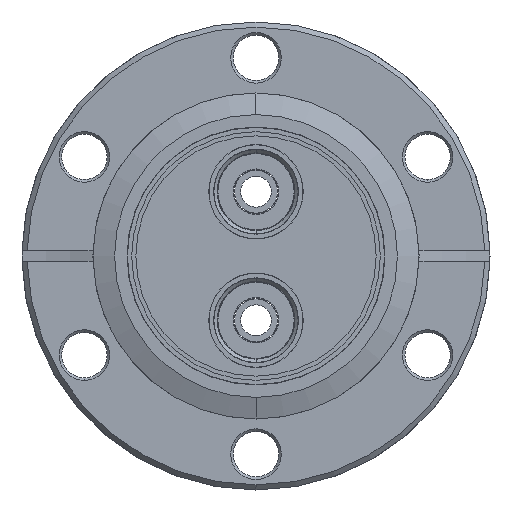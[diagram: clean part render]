
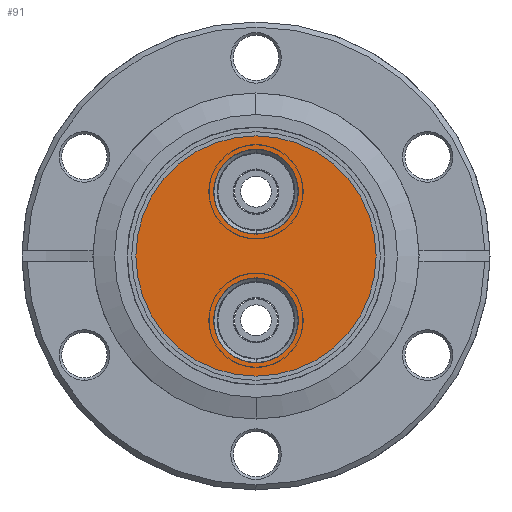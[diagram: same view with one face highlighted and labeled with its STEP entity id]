
A CAD part, left-side view. The second image highlights one B-rep face of the part: STEP entity #91.
In plain terms, the highlighted face is planar.
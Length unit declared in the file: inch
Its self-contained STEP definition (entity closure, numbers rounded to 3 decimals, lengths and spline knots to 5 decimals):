
#40 = VERTEX_POINT ( 'NONE', #2032 ) ;
#41 = VERTEX_POINT ( 'NONE', #1938 ) ;
#87 = EDGE_LOOP ( 'NONE', ( #88, #314 ) ) ;
#88 = ORIENTED_EDGE ( 'NONE', *, *, #184, .F. ) ;
#91 = ADVANCED_FACE ( 'NONE', ( #1993, #1989, #1988 ), #1986, .F. ) ;
#92 = ORIENTED_EDGE ( 'NONE', *, *, #350, .F. ) ;
#96 = EDGE_CURVE ( 'NONE', #40, #131, #2016, .T. ) ;
#131 = VERTEX_POINT ( 'NONE', #2147 ) ;
#142 = ORIENTED_EDGE ( 'NONE', *, *, #177, .F. ) ;
#143 = EDGE_LOOP ( 'NONE', ( #367, #369 ) ) ;
#146 = EDGE_LOOP ( 'NONE', ( #92, #142 ) ) ;
#173 = VERTEX_POINT ( 'NONE', #2166 ) ;
#177 = EDGE_CURVE ( 'NONE', #41, #178, #2305, .T. ) ;
#178 = VERTEX_POINT ( 'NONE', #2300 ) ;
#184 = EDGE_CURVE ( 'NONE', #185, #173, #2144, .T. ) ;
#185 = VERTEX_POINT ( 'NONE', #2139 ) ;
#314 = ORIENTED_EDGE ( 'NONE', *, *, #351, .F. ) ;
#350 = EDGE_CURVE ( 'NONE', #178, #41, #2597, .T. ) ;
#351 = EDGE_CURVE ( 'NONE', #173, #185, #2562, .T. ) ;
#367 = ORIENTED_EDGE ( 'NONE', *, *, #368, .T. ) ;
#368 = EDGE_CURVE ( 'NONE', #131, #40, #2625, .T. ) ;
#369 = ORIENTED_EDGE ( 'NONE', *, *, #96, .T. ) ;
#1938 = CARTESIAN_POINT ( 'NONE',  ( 0.719, 0., 0. ) ) ;
#1986 = PLANE ( 'NONE',  #1987 ) ;
#1987 = AXIS2_PLACEMENT_3D ( 'NONE', #2024, #2023, #2022 ) ;
#1988 = FACE_BOUND ( 'NONE', #87, .T. ) ;
#1989 = FACE_BOUND ( 'NONE', #143, .T. ) ;
#1993 = FACE_OUTER_BOUND ( 'NONE', #146, .T. ) ;
#2012 = DIRECTION ( 'NONE',  ( 1., 0., 0. ) ) ;
#2013 = DIRECTION ( 'NONE',  ( 0., 0., 1. ) ) ;
#2014 = CARTESIAN_POINT ( 'NONE',  ( 0., 0.375, 0. ) ) ;
#2015 = AXIS2_PLACEMENT_3D ( 'NONE', #2014, #2013, #2012 ) ;
#2016 = CIRCLE ( 'NONE', #2015, 0.246 ) ;
#2022 = DIRECTION ( 'NONE',  ( 1., 0., 0. ) ) ;
#2023 = DIRECTION ( 'NONE',  ( 0., 0., 1. ) ) ;
#2024 = CARTESIAN_POINT ( 'NONE',  ( 0., 0., 0. ) ) ;
#2032 = CARTESIAN_POINT ( 'NONE',  ( -0.246, 0.375, 0. ) ) ;
#2139 = CARTESIAN_POINT ( 'NONE',  ( 0.246, -0.375, 0. ) ) ;
#2140 = DIRECTION ( 'NONE',  ( 1., 0., 0. ) ) ;
#2141 = DIRECTION ( 'NONE',  ( 0., 0., -1. ) ) ;
#2142 = CARTESIAN_POINT ( 'NONE',  ( 0., -0.375, 0. ) ) ;
#2143 = AXIS2_PLACEMENT_3D ( 'NONE', #2142, #2141, #2140 ) ;
#2144 = CIRCLE ( 'NONE', #2143, 0.246 ) ;
#2147 = CARTESIAN_POINT ( 'NONE',  ( 0.246, 0.375, 0. ) ) ;
#2166 = CARTESIAN_POINT ( 'NONE',  ( -0.246, -0.375, 0. ) ) ;
#2300 = CARTESIAN_POINT ( 'NONE',  ( -0.719, 0., 0. ) ) ;
#2301 = DIRECTION ( 'NONE',  ( 1., 0., 0. ) ) ;
#2302 = DIRECTION ( 'NONE',  ( 0., 0., 1. ) ) ;
#2303 = CARTESIAN_POINT ( 'NONE',  ( 0., 0., 0. ) ) ;
#2304 = AXIS2_PLACEMENT_3D ( 'NONE', #2303, #2302, #2301 ) ;
#2305 = CIRCLE ( 'NONE', #2304, 0.719 ) ;
#2549 = DIRECTION ( 'NONE',  ( 1., 0., 0. ) ) ;
#2550 = DIRECTION ( 'NONE',  ( 0., 0., 1. ) ) ;
#2559 = DIRECTION ( 'NONE',  ( 1., 0., 0. ) ) ;
#2560 = DIRECTION ( 'NONE',  ( 0., 0., -1. ) ) ;
#2561 = AXIS2_PLACEMENT_3D ( 'NONE', #2598, #2560, #2559 ) ;
#2562 = CIRCLE ( 'NONE', #2561, 0.246 ) ;
#2593 = DIRECTION ( 'NONE',  ( 1., 0., 0. ) ) ;
#2594 = DIRECTION ( 'NONE',  ( 0., 0., 1. ) ) ;
#2595 = CARTESIAN_POINT ( 'NONE',  ( 0., 0., 0. ) ) ;
#2596 = AXIS2_PLACEMENT_3D ( 'NONE', #2595, #2594, #2593 ) ;
#2597 = CIRCLE ( 'NONE', #2596, 0.719 ) ;
#2598 = CARTESIAN_POINT ( 'NONE',  ( 0., -0.375, 0. ) ) ;
#2619 = CARTESIAN_POINT ( 'NONE',  ( 0., 0.375, 0. ) ) ;
#2620 = AXIS2_PLACEMENT_3D ( 'NONE', #2619, #2550, #2549 ) ;
#2625 = CIRCLE ( 'NONE', #2620, 0.246 ) ;
